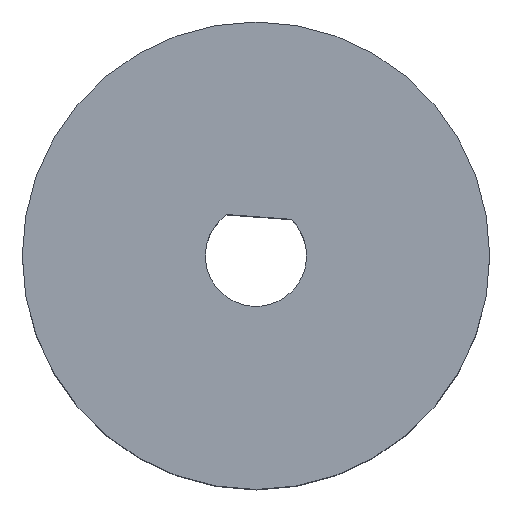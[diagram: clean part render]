
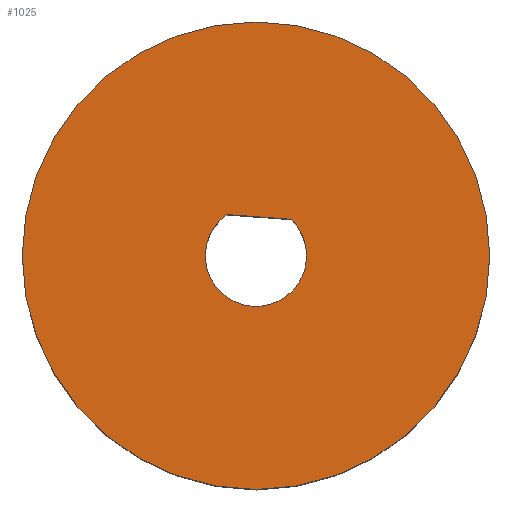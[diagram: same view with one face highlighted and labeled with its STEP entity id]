
A CAD part, top view. The second image highlights one B-rep face of the part: STEP entity #1025.
In plain terms, the highlighted planar face has unit normal (0, 0, 1).
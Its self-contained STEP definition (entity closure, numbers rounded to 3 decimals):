
#16=FACE_BOUND('',#110,.T.);
#21=PLANE('',#1123);
#52=FACE_OUTER_BOUND('',#109,.T.);
#109=EDGE_LOOP('',(#743));
#110=EDGE_LOOP('',(#744,#745));
#166=LINE('',#1536,#268);
#268=VECTOR('',#1213,10.);
#368=CIRCLE('',#1092,2.6);
#395=CIRCLE('',#1122,12.);
#422=VERTEX_POINT('',#1527);
#423=VERTEX_POINT('',#1528);
#475=VERTEX_POINT('',#1638);
#526=EDGE_CURVE('',#422,#423,#368,.T.);
#530=EDGE_CURVE('',#423,#422,#166,.T.);
#581=EDGE_CURVE('',#475,#475,#395,.T.);
#743=ORIENTED_EDGE('',*,*,#581,.T.);
#744=ORIENTED_EDGE('',*,*,#526,.T.);
#745=ORIENTED_EDGE('',*,*,#530,.T.);
#1025=ADVANCED_FACE('',(#52,#16),#21,.T.);
#1092=AXIS2_PLACEMENT_3D('',#1529,#1205,#1206);
#1122=AXIS2_PLACEMENT_3D('',#1639,#1293,#1294);
#1123=AXIS2_PLACEMENT_3D('',#1641,#1296,#1297);
#1205=DIRECTION('center_axis',(0.,0.,-1.));
#1206=DIRECTION('ref_axis',(1.,0.,0.));
#1213=DIRECTION('',(0.997,-0.075,0.));
#1293=DIRECTION('center_axis',(0.,0.,1.));
#1294=DIRECTION('ref_axis',(1.,0.,0.));
#1296=DIRECTION('center_axis',(0.,0.,1.));
#1297=DIRECTION('ref_axis',(1.,0.,0.));
#1527=CARTESIAN_POINT('',(1.807,1.869,12.5));
#1528=CARTESIAN_POINT('',(-1.506,2.12,12.5));
#1529=CARTESIAN_POINT('Origin',(0.,0.,12.5));
#1536=CARTESIAN_POINT('',(0.979,1.932,12.5));
#1638=CARTESIAN_POINT('',(-12.,0.,12.5));
#1639=CARTESIAN_POINT('Origin',(0.,0.,12.5));
#1641=CARTESIAN_POINT('Origin',(0.,0.,12.5));
